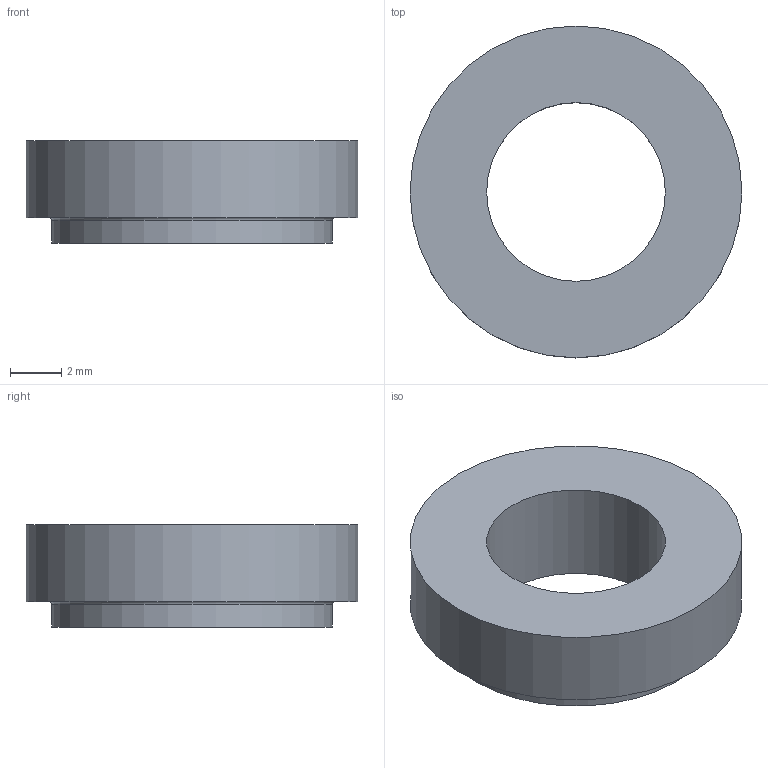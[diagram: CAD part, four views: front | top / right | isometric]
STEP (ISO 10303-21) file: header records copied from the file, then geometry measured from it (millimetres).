
FILE_DESCRIPTION(/* description */ (''),/* implementation_level */ '2;1');
FILE_NAME(/* name */ '391600700.stp',/* time_stamp */ '2021-01-08T12:35:35',/* author */ ('LRA'),/* organization */ ('REGO-FIX'),/* preprocessor_version */ ' Unknown',/* originating_system */ 'SIEMENS PLM Software Solid Edge ST10',/* authorization */ 'Unknown');
FILE_SCHEMA (('AUTOMOTIVE_DESIGN { 1 0 10303 214 2 1 1}'));
Length unit declared in the file: millimetre
Products named in the file (1): NOCUT
Bounding box: 13 x 13 x 4 mm (x, y, z)
Volume: 339.4 mm3; surface area: 432.1 mm2
Topology: 1 solids, 1 shells, 7 faces, 11 edges, 7 vertices
Faces by surface type: cylinder 3, plane 3, torus 1
Full cylindrical faces by diameter (mm): 7 x1, 11 x1, 13 x1
Entity records: 184 total; most frequent: DIRECTION 32, CARTESIAN_POINT 23, AXIS2_PLACEMENT_3D 16, ORIENTED_EDGE 14, EDGE_LOOP 14, FACE_BOUND 14, EDGE_CURVE 7, VERTEX_POINT 7
